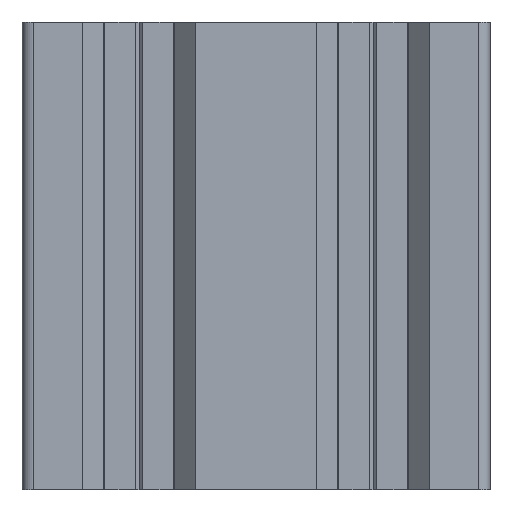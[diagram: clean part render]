
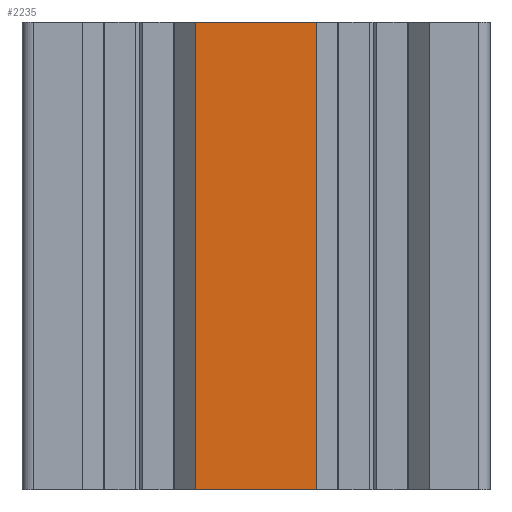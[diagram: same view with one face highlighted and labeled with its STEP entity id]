
A CAD part, front view. The second image highlights one B-rep face of the part: STEP entity #2235.
In plain terms, the highlighted planar face has unit normal (0, -1, 0).
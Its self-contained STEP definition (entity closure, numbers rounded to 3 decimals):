
#109=PLANE('',#2375);
#217=FACE_OUTER_BOUND('',#325,.T.);
#325=EDGE_LOOP('',(#1875,#1876,#1877,#1878));
#615=LINE('',#3504,#921);
#616=LINE('',#3507,#922);
#617=LINE('',#3509,#923);
#618=LINE('',#3510,#924);
#921=VECTOR('',#2873,10.);
#922=VECTOR('',#2876,10.);
#923=VECTOR('',#2877,10.);
#924=VECTOR('',#2878,10.);
#1157=VERTEX_POINT('',#3500);
#1158=VERTEX_POINT('',#3502);
#1159=VERTEX_POINT('',#3506);
#1160=VERTEX_POINT('',#3508);
#1463=EDGE_CURVE('',#1157,#1158,#615,.T.);
#1464=EDGE_CURVE('',#1159,#1157,#616,.T.);
#1465=EDGE_CURVE('',#1160,#1158,#617,.T.);
#1466=EDGE_CURVE('',#1159,#1160,#618,.T.);
#1875=ORIENTED_EDGE('',*,*,#1464,.T.);
#1876=ORIENTED_EDGE('',*,*,#1463,.T.);
#1877=ORIENTED_EDGE('',*,*,#1465,.F.);
#1878=ORIENTED_EDGE('',*,*,#1466,.F.);
#2235=ADVANCED_FACE('',(#217),#109,.T.);
#2375=AXIS2_PLACEMENT_3D('',#3505,#2874,#2875);
#2873=DIRECTION('',(0.,0.,1.));
#2874=DIRECTION('center_axis',(0.,-1.,0.));
#2875=DIRECTION('ref_axis',(1.,0.,0.));
#2876=DIRECTION('',(1.,0.,0.));
#2877=DIRECTION('',(1.,0.,0.));
#2878=DIRECTION('',(0.,0.,1.));
#3500=CARTESIAN_POINT('',(5.2,-1.,0.));
#3502=CARTESIAN_POINT('',(5.2,-1.,40.));
#3504=CARTESIAN_POINT('',(5.2,-1.,0.));
#3505=CARTESIAN_POINT('Origin',(-5.2,-1.,0.));
#3506=CARTESIAN_POINT('',(-5.2,-1.,0.));
#3507=CARTESIAN_POINT('',(-5.2,-1.,0.));
#3508=CARTESIAN_POINT('',(-5.2,-1.,40.));
#3509=CARTESIAN_POINT('',(-5.2,-1.,40.));
#3510=CARTESIAN_POINT('',(-5.2,-1.,0.));
